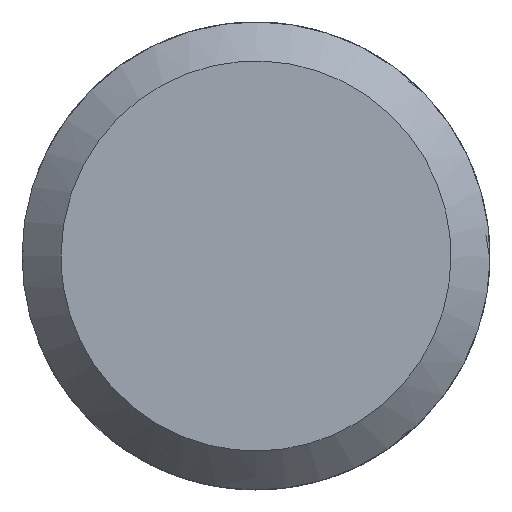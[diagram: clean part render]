
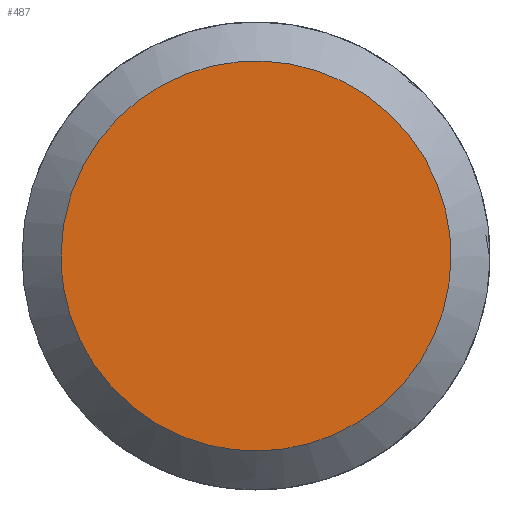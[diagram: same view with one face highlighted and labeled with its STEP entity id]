
A CAD part, left-side view. The second image highlights one B-rep face of the part: STEP entity #487.
In plain terms, the highlighted free-form (B-spline) face has degree [1, 1] with [2, 2] control points.
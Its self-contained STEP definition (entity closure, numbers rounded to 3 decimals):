
#405 = CARTESIAN_POINT ('', (-60., 2.5, 0.));
#406 = VERTEX_POINT ('', #405);
#427 = CARTESIAN_POINT ('', (-60., 2.5, 0.));
#428 = CARTESIAN_POINT ('', (-60., 2.5, 2.5));
#429 = CARTESIAN_POINT ('', (-60., 0., 2.5));
#430 = CARTESIAN_POINT ('', (-60., -2.5, 2.5));
#431 = CARTESIAN_POINT ('', (-60., -2.5, 0.));
#432 = CARTESIAN_POINT ('', (-60., -2.5, -2.5));
#433 = CARTESIAN_POINT ('', (-60., 0., -2.5));
#434 = CARTESIAN_POINT ('', (-60., 2.5, -2.5));
#435 = CARTESIAN_POINT ('', (-60., 2.5, 0.));
#436 = (
   BOUNDED_CURVE ()
   B_SPLINE_CURVE (2, (#427, #428, #429, #430, #431, #432, #433, #434, #435), .UNSPECIFIED., .T., .U.)
   B_SPLINE_CURVE_WITH_KNOTS ((3, 2, 2, 2, 3), (0., 0.25, 0.5, 0.75, 1.), .UNSPECIFIED.)
   CURVE ()
   GEOMETRIC_REPRESENTATION_ITEM ()
   RATIONAL_B_SPLINE_CURVE ((1., 0.707, 1., 0.707, 1., 0.707, 1., 0.707, 1.))
   REPRESENTATION_ITEM ('')
);
#437 = EDGE_CURVE ('', #406, #406, #436, .T.);
#479 = ORIENTED_EDGE ('', *, *, #437, .F.);
#480 = EDGE_LOOP ('', (#479));
#481 = FACE_OUTER_BOUND ('', #480, .T.);
#482 = CARTESIAN_POINT ('', (-60., -2.75, -2.75));
#483 = CARTESIAN_POINT ('', (-60., 2.75, -2.75));
#484 = CARTESIAN_POINT ('', (-60., -2.75, 2.75));
#485 = CARTESIAN_POINT ('', (-60., 2.75, 2.75));
#486 = B_SPLINE_SURFACE_WITH_KNOTS ('', 1, 1, ((#482, #483), (#484, #485)), .UNSPECIFIED., .F., .F., .U., (2, 2), (2, 2), (0., 1.), (0., 1.), .UNSPECIFIED.);
#487 = ADVANCED_FACE ('', (#481), #486, .T.);
